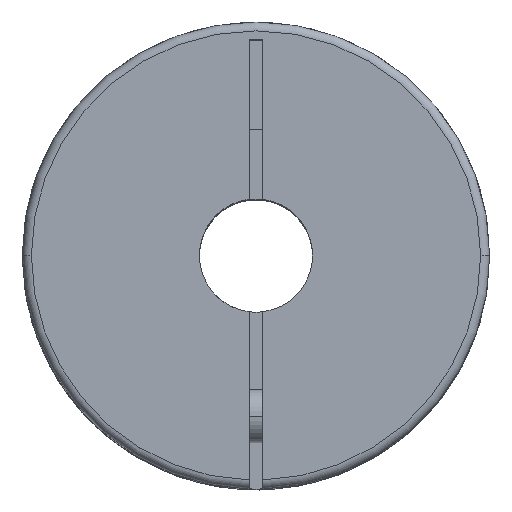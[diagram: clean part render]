
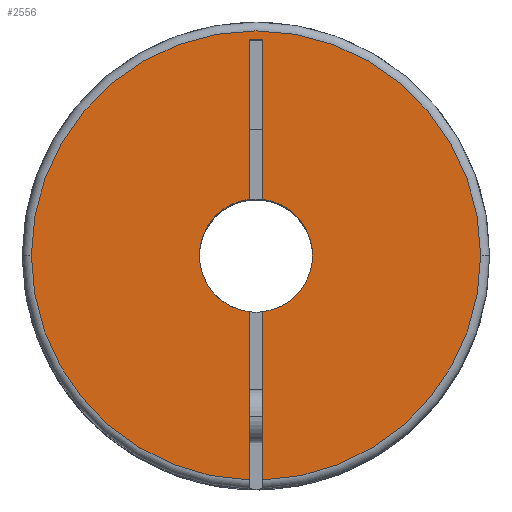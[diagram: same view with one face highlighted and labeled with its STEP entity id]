
A CAD part, top view. The second image highlights one B-rep face of the part: STEP entity #2556.
In plain terms, the highlighted planar face has unit normal (0, 0, 1).
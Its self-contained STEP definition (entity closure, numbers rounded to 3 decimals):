
#60 = LINE ( 'NONE', #3722, #2719 ) ;
#64 = CARTESIAN_POINT ( 'NONE',  ( 0., 0., 0. ) ) ;
#161 = AXIS2_PLACEMENT_3D ( 'NONE', #987, #671, #1969 ) ;
#213 = ORIENTED_EDGE ( 'NONE', *, *, #4128, .F. ) ;
#240 = CARTESIAN_POINT ( 'NONE',  ( 0., 0., 0. ) ) ;
#288 = VERTEX_POINT ( 'NONE', #3600 ) ;
#405 = LINE ( 'NONE', #471, #1660 ) ;
#441 = AXIS2_PLACEMENT_3D ( 'NONE', #3696, #1368, #1119 ) ;
#471 = CARTESIAN_POINT ( 'NONE',  ( 0.375, 12.1, 0. ) ) ;
#574 = EDGE_LOOP ( 'NONE', ( #1649, #1379, #1976, #4066, #213, #3701, #2351, #579, #723, #1858, #2079 ) ) ;
#579 = ORIENTED_EDGE ( 'NONE', *, *, #3754, .T. ) ;
#629 = VERTEX_POINT ( 'NONE', #2172 ) ;
#641 = VERTEX_POINT ( 'NONE', #1483 ) ;
#671 = DIRECTION ( 'NONE',  ( 0., 0., -1. ) ) ;
#723 = ORIENTED_EDGE ( 'NONE', *, *, #965, .F. ) ;
#817 = CARTESIAN_POINT ( 'NONE',  ( 0.375, -13.1, 0. ) ) ;
#830 = VERTEX_POINT ( 'NONE', #3854 ) ;
#965 = EDGE_CURVE ( 'NONE', #2594, #629, #1750, .T. ) ;
#972 = DIRECTION ( 'NONE',  ( 0., 0., -1. ) ) ;
#987 = CARTESIAN_POINT ( 'NONE',  ( 0., 0., 0. ) ) ;
#995 = PLANE ( 'NONE',  #3131 ) ;
#1119 = DIRECTION ( 'NONE',  ( -1., 0., 0. ) ) ;
#1191 = DIRECTION ( 'NONE',  ( -1., 0., 0. ) ) ;
#1213 = EDGE_CURVE ( 'NONE', #4109, #830, #2467, .T. ) ;
#1217 = DIRECTION ( 'NONE',  ( 0., 0., -1. ) ) ;
#1261 = AXIS2_PLACEMENT_3D ( 'NONE', #3447, #1378, #2135 ) ;
#1267 = VERTEX_POINT ( 'NONE', #3469 ) ;
#1368 = DIRECTION ( 'NONE',  ( 0., 0., -1. ) ) ;
#1378 = DIRECTION ( 'NONE',  ( 0., 0., -1. ) ) ;
#1379 = ORIENTED_EDGE ( 'NONE', *, *, #3729, .F. ) ;
#1404 = CARTESIAN_POINT ( 'NONE',  ( 12.6, 0., 0. ) ) ;
#1407 = CARTESIAN_POINT ( 'NONE',  ( -0.375, 12.1, 0. ) ) ;
#1411 = DIRECTION ( 'NONE',  ( 0., -1., 0. ) ) ;
#1427 = CARTESIAN_POINT ( 'NONE',  ( -3.175, 0., 0. ) ) ;
#1483 = CARTESIAN_POINT ( 'NONE',  ( -0.375, 3.153, 0. ) ) ;
#1551 = DIRECTION ( 'NONE',  ( 0., 0., -1. ) ) ;
#1596 = CIRCLE ( 'NONE', #1261, 3.175 ) ;
#1629 = VERTEX_POINT ( 'NONE', #2179 ) ;
#1649 = ORIENTED_EDGE ( 'NONE', *, *, #1213, .F. ) ;
#1660 = VECTOR ( 'NONE', #1702, 1000. ) ;
#1702 = DIRECTION ( 'NONE',  ( -1., 0., 0. ) ) ;
#1727 = VECTOR ( 'NONE', #2505, 1000. ) ;
#1750 = LINE ( 'NONE', #817, #1727 ) ;
#1858 = ORIENTED_EDGE ( 'NONE', *, *, #4018, .F. ) ;
#1871 = DIRECTION ( 'NONE',  ( -1., 0., 0. ) ) ;
#1887 = CIRCLE ( 'NONE', #3975, 3.175 ) ;
#1913 = CARTESIAN_POINT ( 'NONE',  ( 0.375, -12.594, 0. ) ) ;
#1937 = CIRCLE ( 'NONE', #441, 3.175 ) ;
#1969 = DIRECTION ( 'NONE',  ( -1., 0., 0. ) ) ;
#1976 = ORIENTED_EDGE ( 'NONE', *, *, #2250, .T. ) ;
#2006 = CARTESIAN_POINT ( 'NONE',  ( -0.375, -12.594, 0. ) ) ;
#2066 = LINE ( 'NONE', #3103, #3564 ) ;
#2079 = ORIENTED_EDGE ( 'NONE', *, *, #3934, .F. ) ;
#2135 = DIRECTION ( 'NONE',  ( -1., 0., 0. ) ) ;
#2172 = CARTESIAN_POINT ( 'NONE',  ( 0.375, -3.153, 0. ) ) ;
#2179 = CARTESIAN_POINT ( 'NONE',  ( 0.375, 3.153, 0. ) ) ;
#2194 = VERTEX_POINT ( 'NONE', #1404 ) ;
#2250 = EDGE_CURVE ( 'NONE', #288, #3396, #1596, .T. ) ;
#2342 = DIRECTION ( 'NONE',  ( 0., -1., 0. ) ) ;
#2351 = ORIENTED_EDGE ( 'NONE', *, *, #2670, .F. ) ;
#2421 = DIRECTION ( 'NONE',  ( 0., 1., 0. ) ) ;
#2446 = EDGE_CURVE ( 'NONE', #3396, #641, #1887, .T. ) ;
#2467 = CIRCLE ( 'NONE', #2534, 12.6 ) ;
#2505 = DIRECTION ( 'NONE',  ( 0., 1., 0. ) ) ;
#2534 = AXIS2_PLACEMENT_3D ( 'NONE', #240, #1217, #1871 ) ;
#2556 = ADVANCED_FACE ( 'NONE', ( #4268 ), #995, .F. ) ;
#2594 = VERTEX_POINT ( 'NONE', #1913 ) ;
#2670 = EDGE_CURVE ( 'NONE', #1629, #1267, #2066, .T. ) ;
#2719 = VECTOR ( 'NONE', #1411, 1000. ) ;
#2923 = CARTESIAN_POINT ( 'NONE',  ( 0., 0., 0. ) ) ;
#3005 = CARTESIAN_POINT ( 'NONE',  ( -0.375, 12.1, 0. ) ) ;
#3025 = LINE ( 'NONE', #1407, #4139 ) ;
#3103 = CARTESIAN_POINT ( 'NONE',  ( 0.375, -13.1, 0. ) ) ;
#3131 = AXIS2_PLACEMENT_3D ( 'NONE', #2923, #972, #3635 ) ;
#3144 = CIRCLE ( 'NONE', #161, 12.6 ) ;
#3171 = CARTESIAN_POINT ( 'NONE',  ( 0., 0., 0. ) ) ;
#3270 = CIRCLE ( 'NONE', #3479, 12.6 ) ;
#3396 = VERTEX_POINT ( 'NONE', #1427 ) ;
#3413 = DIRECTION ( 'NONE',  ( -1., 0., 0. ) ) ;
#3447 = CARTESIAN_POINT ( 'NONE',  ( 0., 0., 0. ) ) ;
#3469 = CARTESIAN_POINT ( 'NONE',  ( 0.375, 12.1, 0. ) ) ;
#3479 = AXIS2_PLACEMENT_3D ( 'NONE', #64, #3725, #3413 ) ;
#3564 = VECTOR ( 'NONE', #2421, 1000. ) ;
#3600 = CARTESIAN_POINT ( 'NONE',  ( -0.375, -3.153, 0. ) ) ;
#3635 = DIRECTION ( 'NONE',  ( 0., -1., 0. ) ) ;
#3696 = CARTESIAN_POINT ( 'NONE',  ( 0., 0., 0. ) ) ;
#3701 = ORIENTED_EDGE ( 'NONE', *, *, #3783, .F. ) ;
#3722 = CARTESIAN_POINT ( 'NONE',  ( -0.375, 12.1, 0. ) ) ;
#3725 = DIRECTION ( 'NONE',  ( 0., 0., -1. ) ) ;
#3729 = EDGE_CURVE ( 'NONE', #288, #4109, #60, .T. ) ;
#3754 = EDGE_CURVE ( 'NONE', #1629, #629, #1937, .T. ) ;
#3783 = EDGE_CURVE ( 'NONE', #1267, #3793, #405, .T. ) ;
#3793 = VERTEX_POINT ( 'NONE', #3005 ) ;
#3854 = CARTESIAN_POINT ( 'NONE',  ( -12.6, 0., 0. ) ) ;
#3934 = EDGE_CURVE ( 'NONE', #830, #2194, #3144, .T. ) ;
#3975 = AXIS2_PLACEMENT_3D ( 'NONE', #3171, #1551, #1191 ) ;
#4018 = EDGE_CURVE ( 'NONE', #2194, #2594, #3270, .T. ) ;
#4066 = ORIENTED_EDGE ( 'NONE', *, *, #2446, .T. ) ;
#4109 = VERTEX_POINT ( 'NONE', #2006 ) ;
#4128 = EDGE_CURVE ( 'NONE', #3793, #641, #3025, .T. ) ;
#4139 = VECTOR ( 'NONE', #2342, 1000. ) ;
#4268 = FACE_OUTER_BOUND ( 'NONE', #574, .T. ) ;
